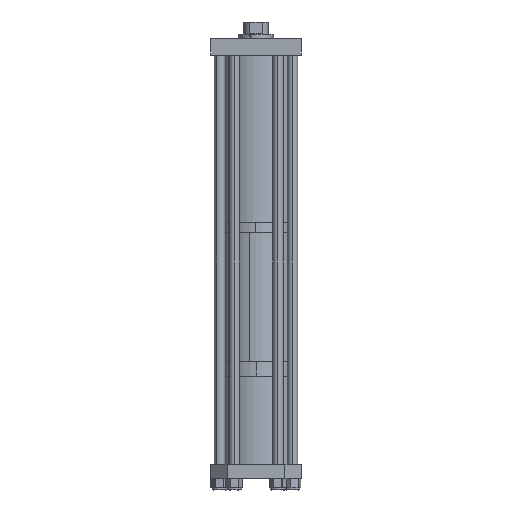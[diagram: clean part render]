
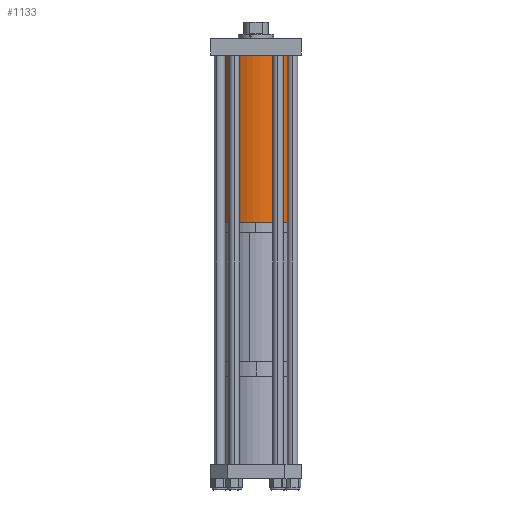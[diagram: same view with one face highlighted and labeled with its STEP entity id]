
A CAD part, left-side view. The second image highlights one B-rep face of the part: STEP entity #1133.
In plain terms, the highlighted cylindrical face has radius 114.3 mm (diameter 228.6 mm), a partial arc.
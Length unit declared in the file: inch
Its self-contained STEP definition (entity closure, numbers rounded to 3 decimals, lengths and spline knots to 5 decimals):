
#110 = DIRECTION ( 'NONE',  ( 0., 0., -1. ) ) ;
#370 = CARTESIAN_POINT ( 'NONE',  ( -4.5, 0., 0. ) ) ;
#384 = VECTOR ( 'NONE', #624, 39.37008 ) ;
#571 = CARTESIAN_POINT ( 'NONE',  ( -4.5, 0., 20.187 ) ) ;
#624 = DIRECTION ( 'NONE',  ( 0., 0., -1. ) ) ;
#752 = CARTESIAN_POINT ( 'NONE',  ( 0., 0., 0. ) ) ;
#876 = VERTEX_POINT ( 'NONE', #370 ) ;
#890 = CARTESIAN_POINT ( 'NONE',  ( -4.5, 0., 20.187 ) ) ;
#904 = AXIS2_PLACEMENT_3D ( 'NONE', #3942, #10676, #2864 ) ;
#925 = LINE ( 'NONE', #2521, #3685 ) ;
#1133 = ADVANCED_FACE ( 'NONE', ( #2971 ), #3026, .T. ) ;
#1153 = ORIENTED_EDGE ( 'NONE', *, *, #2058, .T. ) ;
#1381 = EDGE_LOOP ( 'NONE', ( #1660, #1153, #8012, #6808 ) ) ;
#1660 = ORIENTED_EDGE ( 'NONE', *, *, #6173, .F. ) ;
#2058 = EDGE_CURVE ( 'NONE', #6006, #8981, #925, .T. ) ;
#2519 = DIRECTION ( 'NONE',  ( 1., 0., 0. ) ) ;
#2521 = CARTESIAN_POINT ( 'NONE',  ( 4.5, 0., 20.187 ) ) ;
#2745 = CIRCLE ( 'NONE', #4750, 4.5 ) ;
#2864 = DIRECTION ( 'NONE',  ( -1., 0., 0. ) ) ;
#2971 = FACE_OUTER_BOUND ( 'NONE', #1381, .T. ) ;
#3026 = CYLINDRICAL_SURFACE ( 'NONE', #904, 4.5 ) ;
#3685 = VECTOR ( 'NONE', #110, 39.37008 ) ;
#3942 = CARTESIAN_POINT ( 'NONE',  ( 0., 0., 20.187 ) ) ;
#4355 = DIRECTION ( 'NONE',  ( 0., 0., 1. ) ) ;
#4750 = AXIS2_PLACEMENT_3D ( 'NONE', #5974, #11088, #7875 ) ;
#5098 = EDGE_CURVE ( 'NONE', #8981, #876, #7555, .T. ) ;
#5974 = CARTESIAN_POINT ( 'NONE',  ( 0., 0., 20.187 ) ) ;
#6006 = VERTEX_POINT ( 'NONE', #7239 ) ;
#6173 = EDGE_CURVE ( 'NONE', #6006, #6587, #2745, .T. ) ;
#6587 = VERTEX_POINT ( 'NONE', #890 ) ;
#6808 = ORIENTED_EDGE ( 'NONE', *, *, #7095, .F. ) ;
#7095 = EDGE_CURVE ( 'NONE', #6587, #876, #8406, .T. ) ;
#7239 = CARTESIAN_POINT ( 'NONE',  ( 4.5, 0., 20.187 ) ) ;
#7555 = CIRCLE ( 'NONE', #9184, 4.5 ) ;
#7875 = DIRECTION ( 'NONE',  ( 1., 0., 0. ) ) ;
#8012 = ORIENTED_EDGE ( 'NONE', *, *, #5098, .T. ) ;
#8406 = LINE ( 'NONE', #571, #384 ) ;
#8690 = CARTESIAN_POINT ( 'NONE',  ( 4.5, 0., 0. ) ) ;
#8981 = VERTEX_POINT ( 'NONE', #8690 ) ;
#9184 = AXIS2_PLACEMENT_3D ( 'NONE', #752, #4355, #2519 ) ;
#10676 = DIRECTION ( 'NONE',  ( 0., 0., -1. ) ) ;
#11088 = DIRECTION ( 'NONE',  ( 0., 0., 1. ) ) ;
